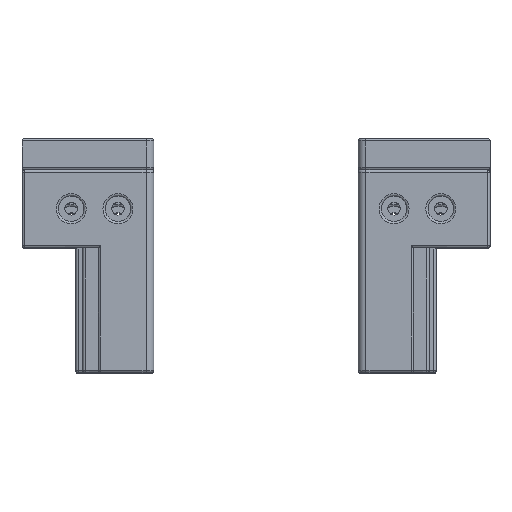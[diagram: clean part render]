
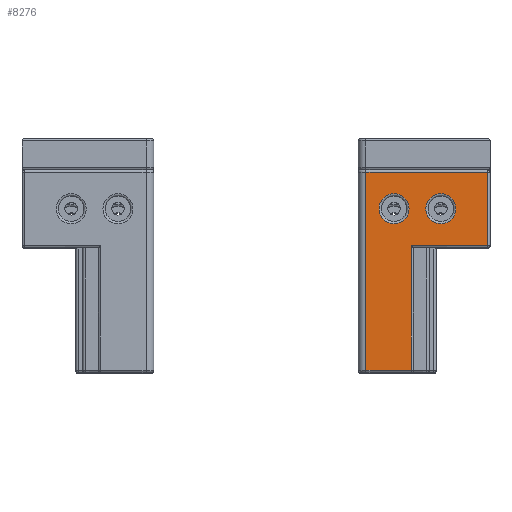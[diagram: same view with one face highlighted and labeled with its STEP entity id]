
A CAD part, top view. The second image highlights one B-rep face of the part: STEP entity #8276.
In plain terms, the highlighted planar face has unit normal (0, 0, 1).
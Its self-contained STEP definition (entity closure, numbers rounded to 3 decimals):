
#263=FACE_BOUND('',#2473,.T.);
#264=FACE_BOUND('',#2474,.T.);
#396=PLANE('',#9084);
#637=LINE('',#13824,#1109);
#639=LINE('',#13831,#1111);
#652=LINE('',#13875,#1124);
#653=LINE('',#13877,#1125);
#654=LINE('',#13879,#1126);
#655=LINE('',#13880,#1127);
#1109=VECTOR('',#10862,10.);
#1111=VECTOR('',#10870,10.);
#1124=VECTOR('',#10913,10.);
#1125=VECTOR('',#10914,10.);
#1126=VECTOR('',#10915,10.);
#1127=VECTOR('',#10916,10.);
#1866=FACE_OUTER_BOUND('',#2472,.T.);
#2472=EDGE_LOOP('',(#6321,#6322,#6323,#6324,#6325,#6326));
#2473=EDGE_LOOP('',(#6327));
#2474=EDGE_LOOP('',(#6328));
#3171=CIRCLE('',#9080,3.85);
#3175=CIRCLE('',#9085,3.85);
#3846=VERTEX_POINT('',#13751);
#3862=VERTEX_POINT('',#13823);
#3864=VERTEX_POINT('',#13829);
#3877=VERTEX_POINT('',#13866);
#3880=VERTEX_POINT('',#13874);
#3881=VERTEX_POINT('',#13876);
#3882=VERTEX_POINT('',#13878);
#3883=VERTEX_POINT('',#13881);
#4728=EDGE_CURVE('',#3846,#3862,#637,.T.);
#4732=EDGE_CURVE('',#3864,#3846,#639,.T.);
#4749=EDGE_CURVE('',#3877,#3877,#3171,.T.);
#4753=EDGE_CURVE('',#3862,#3880,#652,.T.);
#4754=EDGE_CURVE('',#3881,#3864,#653,.T.);
#4755=EDGE_CURVE('',#3882,#3881,#654,.T.);
#4756=EDGE_CURVE('',#3880,#3882,#655,.T.);
#4757=EDGE_CURVE('',#3883,#3883,#3175,.T.);
#6321=ORIENTED_EDGE('',*,*,#4753,.F.);
#6322=ORIENTED_EDGE('',*,*,#4728,.F.);
#6323=ORIENTED_EDGE('',*,*,#4732,.F.);
#6324=ORIENTED_EDGE('',*,*,#4754,.F.);
#6325=ORIENTED_EDGE('',*,*,#4755,.F.);
#6326=ORIENTED_EDGE('',*,*,#4756,.F.);
#6327=ORIENTED_EDGE('',*,*,#4757,.F.);
#6328=ORIENTED_EDGE('',*,*,#4749,.F.);
#8276=ADVANCED_FACE('',(#1866,#263,#264),#396,.T.);
#9080=AXIS2_PLACEMENT_3D('',#13867,#10903,#10904);
#9084=AXIS2_PLACEMENT_3D('',#13873,#10911,#10912);
#9085=AXIS2_PLACEMENT_3D('',#13882,#10917,#10918);
#10862=DIRECTION('',(0.,1.,0.));
#10870=DIRECTION('',(-1.,0.,0.));
#10903=DIRECTION('center_axis',(0.,0.,1.));
#10904=DIRECTION('ref_axis',(-1.,0.,0.));
#10911=DIRECTION('center_axis',(0.,0.,1.));
#10912=DIRECTION('ref_axis',(1.,0.,0.));
#10913=DIRECTION('',(1.,0.,0.));
#10914=DIRECTION('',(0.,-1.,0.));
#10915=DIRECTION('',(-1.,0.,0.));
#10916=DIRECTION('',(0.,-1.,0.));
#10917=DIRECTION('center_axis',(0.,0.,1.));
#10918=DIRECTION('ref_axis',(-1.,0.,0.));
#13751=CARTESIAN_POINT('',(-13.,0.6,103.));
#13823=CARTESIAN_POINT('',(-13.,51.4,103.));
#13824=CARTESIAN_POINT('',(-13.,0.,103.));
#13829=CARTESIAN_POINT('',(-1.4,0.6,103.));
#13831=CARTESIAN_POINT('',(-10.45,0.6,103.));
#13866=CARTESIAN_POINT('',(10.05,42.,103.));
#13867=CARTESIAN_POINT('Origin',(6.2,42.,103.));
#13873=CARTESIAN_POINT('Origin',(-15.,0.,103.));
#13874=CARTESIAN_POINT('',(18.2,51.4,103.));
#13875=CARTESIAN_POINT('',(-10.45,51.4,103.));
#13876=CARTESIAN_POINT('',(-1.4,32.6,103.));
#13877=CARTESIAN_POINT('',(-1.4,0.,103.));
#13878=CARTESIAN_POINT('',(18.2,32.6,103.));
#13879=CARTESIAN_POINT('',(-3.,32.6,103.));
#13880=CARTESIAN_POINT('',(18.2,16.,103.));
#13881=CARTESIAN_POINT('',(-1.95,42.,103.));
#13882=CARTESIAN_POINT('Origin',(-5.8,42.,103.));
